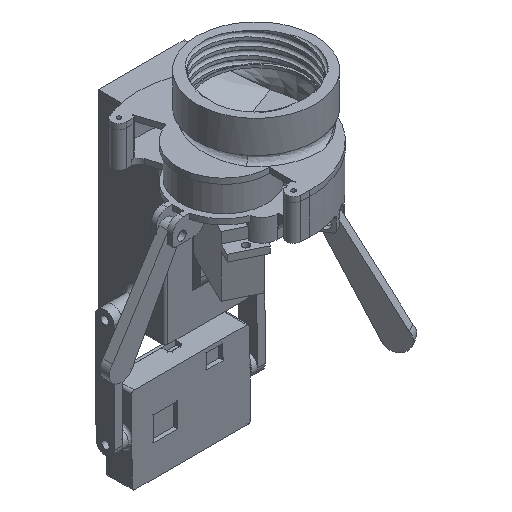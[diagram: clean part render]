
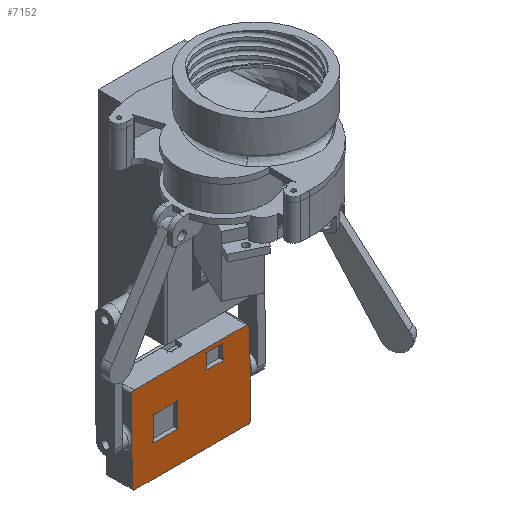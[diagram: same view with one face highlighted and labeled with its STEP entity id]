
A CAD part, isometric view. The second image highlights one B-rep face of the part: STEP entity #7152.
In plain terms, the highlighted face is planar.
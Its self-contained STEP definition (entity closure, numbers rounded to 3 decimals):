
#217=B_SPLINE_CURVE_WITH_KNOTS('',3,(#16339,#16340,#16341,#16342,#16343,
#16344,#16345,#16346,#16347,#16348,#16349,#16350,#16351,#16352,#16353,#16354,
#16355,#16356,#16357,#16358,#16359,#16360),.UNSPECIFIED.,.F.,.F.,(4,2,2,
2,2,2,2,2,2,2,4),(0.,0.057,0.209,0.23,
0.24,0.248,0.256,0.269,
0.296,0.343,0.488),.UNSPECIFIED.);
#218=B_SPLINE_CURVE_WITH_KNOTS('',3,(#16382,#16383,#16384,#16385,#16386,
#16387,#16388,#16389,#16390,#16391),.UNSPECIFIED.,.F.,.F.,(4,2,2,2,4),(0.616,
0.692,0.842,0.993,1.069),
 .UNSPECIFIED.);
#332=FACE_BOUND('',#1342,.T.);
#333=FACE_BOUND('',#1343,.T.);
#505=PLANE('',#7951);
#882=FACE_OUTER_BOUND('',#1341,.T.);
#1341=EDGE_LOOP('',(#6465,#6466,#6467,#6468,#6469,#6470,#6471,#6472,#6473,
#6474,#6475,#6476));
#1342=EDGE_LOOP('',(#6477,#6478,#6479,#6480));
#1343=EDGE_LOOP('',(#6481,#6482,#6483,#6484));
#1846=LINE('',#16279,#2426);
#1852=LINE('',#16396,#2432);
#1856=LINE('',#16403,#2436);
#1860=LINE('',#16424,#2440);
#1864=LINE('',#16431,#2444);
#1887=LINE('',#16500,#2467);
#1890=LINE('',#16505,#2470);
#1892=LINE('',#16509,#2472);
#1894=LINE('',#16512,#2474);
#1895=LINE('',#16515,#2475);
#1897=LINE('',#16519,#2477);
#1899=LINE('',#16522,#2479);
#1902=LINE('',#16531,#2482);
#1904=LINE('',#16541,#2484);
#2426=VECTOR('',#9664,10.);
#2432=VECTOR('',#9698,10.);
#2436=VECTOR('',#9702,10.);
#2440=VECTOR('',#9728,10.);
#2444=VECTOR('',#9732,10.);
#2467=VECTOR('',#9799,10.);
#2470=VECTOR('',#9804,10.);
#2472=VECTOR('',#9808,10.);
#2474=VECTOR('',#9812,10.);
#2475=VECTOR('',#9815,10.);
#2477=VECTOR('',#9819,10.);
#2479=VECTOR('',#9823,10.);
#2482=VECTOR('',#9834,10.);
#2484=VECTOR('',#9848,10.);
#2838=CIRCLE('',#7941,1.);
#2839=CIRCLE('',#7944,1.);
#2840=CIRCLE('',#7947,1.);
#2841=CIRCLE('',#7950,1.);
#3434=VERTEX_POINT('',#16276);
#3435=VERTEX_POINT('',#16278);
#3439=VERTEX_POINT('',#16337);
#3440=VERTEX_POINT('',#16338);
#3448=VERTEX_POINT('',#16379);
#3449=VERTEX_POINT('',#16381);
#3450=VERTEX_POINT('',#16395);
#3453=VERTEX_POINT('',#16401);
#3459=VERTEX_POINT('',#16423);
#3462=VERTEX_POINT('',#16429);
#3485=VERTEX_POINT('',#16498);
#3486=VERTEX_POINT('',#16499);
#3487=VERTEX_POINT('',#16504);
#3488=VERTEX_POINT('',#16508);
#3489=VERTEX_POINT('',#16514);
#3490=VERTEX_POINT('',#16518);
#3491=VERTEX_POINT('',#16525);
#3492=VERTEX_POINT('',#16529);
#3493=VERTEX_POINT('',#16536);
#3494=VERTEX_POINT('',#16540);
#4406=EDGE_CURVE('',#3434,#3435,#1846,.T.);
#4411=EDGE_CURVE('',#3439,#3440,#217,.F.);
#4422=EDGE_CURVE('',#3449,#3448,#218,.F.);
#4425=EDGE_CURVE('',#3450,#3449,#1852,.T.);
#4429=EDGE_CURVE('',#3448,#3453,#1856,.T.);
#4438=EDGE_CURVE('',#3439,#3459,#1860,.T.);
#4442=EDGE_CURVE('',#3462,#3440,#1864,.T.);
#4477=EDGE_CURVE('',#3485,#3486,#1887,.T.);
#4480=EDGE_CURVE('',#3487,#3485,#1890,.T.);
#4482=EDGE_CURVE('',#3488,#3487,#1892,.T.);
#4484=EDGE_CURVE('',#3486,#3488,#1894,.T.);
#4485=EDGE_CURVE('',#3489,#3434,#1895,.T.);
#4487=EDGE_CURVE('',#3490,#3489,#1897,.T.);
#4489=EDGE_CURVE('',#3435,#3490,#1899,.T.);
#4490=EDGE_CURVE('',#3491,#3453,#2838,.T.);
#4493=EDGE_CURVE('',#3492,#3491,#1902,.T.);
#4494=EDGE_CURVE('',#3459,#3492,#2839,.T.);
#4495=EDGE_CURVE('',#3493,#3462,#2840,.T.);
#4497=EDGE_CURVE('',#3494,#3493,#1904,.T.);
#4499=EDGE_CURVE('',#3450,#3494,#2841,.T.);
#6465=ORIENTED_EDGE('',*,*,#4499,.F.);
#6466=ORIENTED_EDGE('',*,*,#4425,.T.);
#6467=ORIENTED_EDGE('',*,*,#4422,.T.);
#6468=ORIENTED_EDGE('',*,*,#4429,.T.);
#6469=ORIENTED_EDGE('',*,*,#4490,.F.);
#6470=ORIENTED_EDGE('',*,*,#4493,.F.);
#6471=ORIENTED_EDGE('',*,*,#4494,.F.);
#6472=ORIENTED_EDGE('',*,*,#4438,.F.);
#6473=ORIENTED_EDGE('',*,*,#4411,.T.);
#6474=ORIENTED_EDGE('',*,*,#4442,.F.);
#6475=ORIENTED_EDGE('',*,*,#4495,.F.);
#6476=ORIENTED_EDGE('',*,*,#4497,.F.);
#6477=ORIENTED_EDGE('',*,*,#4485,.F.);
#6478=ORIENTED_EDGE('',*,*,#4487,.F.);
#6479=ORIENTED_EDGE('',*,*,#4489,.F.);
#6480=ORIENTED_EDGE('',*,*,#4406,.F.);
#6481=ORIENTED_EDGE('',*,*,#4484,.F.);
#6482=ORIENTED_EDGE('',*,*,#4477,.F.);
#6483=ORIENTED_EDGE('',*,*,#4480,.F.);
#6484=ORIENTED_EDGE('',*,*,#4482,.F.);
#7152=ADVANCED_FACE('',(#882,#332,#333),#505,.F.);
#7941=AXIS2_PLACEMENT_3D('',#16526,#9828,#9829);
#7944=AXIS2_PLACEMENT_3D('',#16533,#9837,#9838);
#7947=AXIS2_PLACEMENT_3D('',#16537,#9843,#9844);
#7950=AXIS2_PLACEMENT_3D('',#16544,#9852,#9853);
#7951=AXIS2_PLACEMENT_3D('',#16545,#9854,#9855);
#9664=DIRECTION('',(0.,0.,1.));
#9698=DIRECTION('',(1.,0.,0.));
#9702=DIRECTION('',(1.,0.,0.));
#9728=DIRECTION('',(1.,0.,0.));
#9732=DIRECTION('',(1.,0.,0.));
#9799=DIRECTION('',(0.,0.,1.));
#9804=DIRECTION('',(1.,0.,0.));
#9808=DIRECTION('',(0.,0.,-1.));
#9812=DIRECTION('',(-1.,0.,0.));
#9815=DIRECTION('',(1.,0.,0.));
#9819=DIRECTION('',(0.,0.,-1.));
#9823=DIRECTION('',(-1.,0.,0.));
#9828=DIRECTION('center_axis',(0.,1.,0.));
#9829=DIRECTION('ref_axis',(1.,0.,0.));
#9834=DIRECTION('',(0.,0.,-1.));
#9837=DIRECTION('center_axis',(0.,1.,0.));
#9838=DIRECTION('ref_axis',(0.,0.,1.));
#9843=DIRECTION('center_axis',(0.,1.,0.));
#9844=DIRECTION('ref_axis',(-1.,0.,0.));
#9848=DIRECTION('',(0.,0.,1.));
#9852=DIRECTION('center_axis',(0.,1.,0.));
#9853=DIRECTION('ref_axis',(0.,0.,-1.));
#9854=DIRECTION('center_axis',(0.,1.,0.));
#9855=DIRECTION('ref_axis',(1.,0.,0.));
#16276=CARTESIAN_POINT('',(14.5,0.,-12.));
#16278=CARTESIAN_POINT('',(14.5,0.,-6.));
#16279=CARTESIAN_POINT('',(14.5,0.,19.5));
#16337=CARTESIAN_POINT('',(2.392,0.,22.));
#16338=CARTESIAN_POINT('',(-2.392,0.,22.));
#16339=CARTESIAN_POINT('Ctrl Pts',(-2.392,0.,
22.));
#16340=CARTESIAN_POINT('Ctrl Pts',(-2.202,0.,
22.));
#16341=CARTESIAN_POINT('Ctrl Pts',(-2.011,0.,
22.015));
#16342=CARTESIAN_POINT('Ctrl Pts',(-1.318,0.,
22.101));
#16343=CARTESIAN_POINT('Ctrl Pts',(-0.848,0.,
22.218));
#16344=CARTESIAN_POINT('Ctrl Pts',(-0.289,0.,
22.265));
#16345=CARTESIAN_POINT('Ctrl Pts',(-0.221,0.,
22.269));
#16346=CARTESIAN_POINT('Ctrl Pts',(-0.122,0.,
22.273));
#16347=CARTESIAN_POINT('Ctrl Pts',(-0.09,0.,
22.274));
#16348=CARTESIAN_POINT('Ctrl Pts',(-0.033,0.,
22.275));
#16349=CARTESIAN_POINT('Ctrl Pts',(-0.008,0.,
22.275));
#16350=CARTESIAN_POINT('Ctrl Pts',(0.044,0.,
22.274));
#16351=CARTESIAN_POINT('Ctrl Pts',(0.071,0.,
22.274));
#16352=CARTESIAN_POINT('Ctrl Pts',(0.141,0.,
22.272));
#16353=CARTESIAN_POINT('Ctrl Pts',(0.184,0.,
22.271));
#16354=CARTESIAN_POINT('Ctrl Pts',(0.315,0.,
22.263));
#16355=CARTESIAN_POINT('Ctrl Pts',(0.402,0.,
22.256));
#16356=CARTESIAN_POINT('Ctrl Pts',(0.64,0.,
22.229));
#16357=CARTESIAN_POINT('Ctrl Pts',(0.79,0.,
22.206));
#16358=CARTESIAN_POINT('Ctrl Pts',(1.402,0.,
22.104));
#16359=CARTESIAN_POINT('Ctrl Pts',(1.897,0.,
22.));
#16360=CARTESIAN_POINT('Ctrl Pts',(2.392,0.,
22.));
#16379=CARTESIAN_POINT('',(2.392,0.,-22.));
#16381=CARTESIAN_POINT('',(-2.392,0.,-22.));
#16382=CARTESIAN_POINT('Ctrl Pts',(2.392,0.,-22.));
#16383=CARTESIAN_POINT('Ctrl Pts',(2.139,0.,
-22.));
#16384=CARTESIAN_POINT('Ctrl Pts',(1.838,0.,-22.033));
#16385=CARTESIAN_POINT('Ctrl Pts',(1.092,0.,-22.147));
#16386=CARTESIAN_POINT('Ctrl Pts',(0.502,0.,-22.275));
#16387=CARTESIAN_POINT('Ctrl Pts',(-0.502,0.,-22.275));
#16388=CARTESIAN_POINT('Ctrl Pts',(-1.092,0.,-22.147));
#16389=CARTESIAN_POINT('Ctrl Pts',(-1.838,0.,-22.033));
#16390=CARTESIAN_POINT('Ctrl Pts',(-2.139,0.,-22.));
#16391=CARTESIAN_POINT('Ctrl Pts',(-2.392,0.,-22.));
#16395=CARTESIAN_POINT('',(-15.,0.,-22.));
#16396=CARTESIAN_POINT('',(-15.,0.,-22.));
#16401=CARTESIAN_POINT('',(15.,0.,-22.));
#16403=CARTESIAN_POINT('',(-15.,0.,-22.));
#16423=CARTESIAN_POINT('',(15.,0.,22.));
#16424=CARTESIAN_POINT('',(-15.,0.,22.));
#16429=CARTESIAN_POINT('',(-15.,0.,22.));
#16431=CARTESIAN_POINT('',(-15.,0.,22.));
#16498=CARTESIAN_POINT('',(4.5,0.,5.));
#16499=CARTESIAN_POINT('',(4.5,0.,14.));
#16500=CARTESIAN_POINT('',(4.5,0.,5.));
#16504=CARTESIAN_POINT('',(-4.5,0.,5.));
#16505=CARTESIAN_POINT('',(-4.5,0.,5.));
#16508=CARTESIAN_POINT('',(-4.5,0.,14.));
#16509=CARTESIAN_POINT('',(-4.5,0.,14.));
#16512=CARTESIAN_POINT('',(0.,0.,14.));
#16514=CARTESIAN_POINT('',(9.,0.,-12.));
#16515=CARTESIAN_POINT('',(14.5,0.,-12.));
#16518=CARTESIAN_POINT('',(9.,0.,-6.));
#16519=CARTESIAN_POINT('',(9.,0.,-12.));
#16522=CARTESIAN_POINT('',(9.,0.,-6.));
#16525=CARTESIAN_POINT('',(16.,0.,-21.));
#16526=CARTESIAN_POINT('Origin',(15.,0.,-21.));
#16529=CARTESIAN_POINT('',(16.,0.,21.));
#16531=CARTESIAN_POINT('',(16.,0.,21.));
#16533=CARTESIAN_POINT('Origin',(15.,0.,21.));
#16536=CARTESIAN_POINT('',(-16.,0.,21.));
#16537=CARTESIAN_POINT('Origin',(-15.,0.,21.));
#16540=CARTESIAN_POINT('',(-16.,0.,-21.));
#16541=CARTESIAN_POINT('',(-16.,0.,-21.));
#16544=CARTESIAN_POINT('Origin',(-15.,0.,-21.));
#16545=CARTESIAN_POINT('Origin',(0.,0.,0.));
